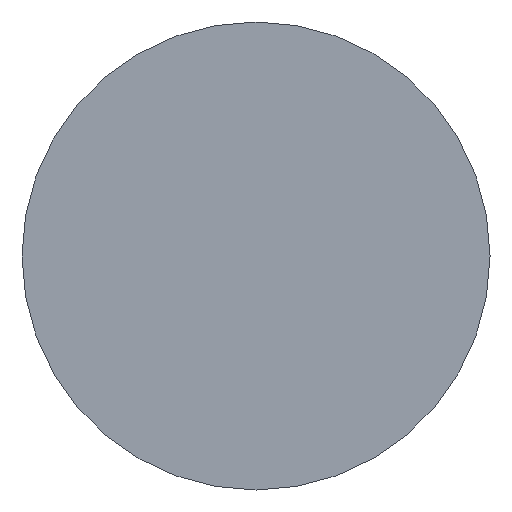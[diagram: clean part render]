
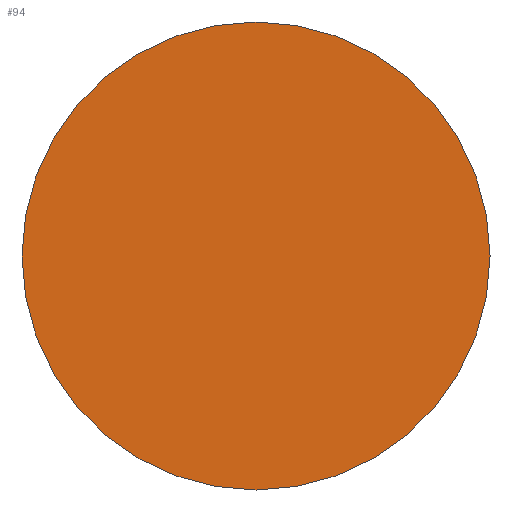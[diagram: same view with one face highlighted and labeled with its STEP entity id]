
A CAD part, front view. The second image highlights one B-rep face of the part: STEP entity #94.
In plain terms, the highlighted planar face has unit normal (0, -1, 0).
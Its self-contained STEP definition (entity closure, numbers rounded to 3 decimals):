
#2 = AXIS2_PLACEMENT_3D ( 'NONE', #107, #173, #226 ) ;
#7 = EDGE_CURVE ( 'NONE', #167, #227, #93, .T. ) ;
#14 = DIRECTION ( 'NONE',  ( 0., 0., -1. ) ) ;
#34 = ORIENTED_EDGE ( 'NONE', *, *, #7, .T. ) ;
#42 = CARTESIAN_POINT ( 'NONE',  ( 0., 0., 0. ) ) ;
#44 = DIRECTION ( 'NONE',  ( 0., -1., 0. ) ) ;
#56 = EDGE_CURVE ( 'NONE', #227, #167, #148, .T. ) ;
#61 = CARTESIAN_POINT ( 'NONE',  ( 0., 0., -3. ) ) ;
#88 = CARTESIAN_POINT ( 'NONE',  ( 0., 0., 3. ) ) ;
#91 = DIRECTION ( 'NONE',  ( 0., 0., -1. ) ) ;
#93 = CIRCLE ( 'NONE', #268, 3. ) ;
#94 = ADVANCED_FACE ( 'NONE', ( #280 ), #135, .T. ) ;
#107 = CARTESIAN_POINT ( 'NONE',  ( 0., 0., 0. ) ) ;
#135 = PLANE ( 'NONE',  #186 ) ;
#148 = CIRCLE ( 'NONE', #2, 3. ) ;
#167 = VERTEX_POINT ( 'NONE', #61 ) ;
#173 = DIRECTION ( 'NONE',  ( 0., -1., 0. ) ) ;
#184 = ORIENTED_EDGE ( 'NONE', *, *, #56, .T. ) ;
#186 = AXIS2_PLACEMENT_3D ( 'NONE', #219, #221, #91 ) ;
#187 = EDGE_LOOP ( 'NONE', ( #34, #184 ) ) ;
#219 = CARTESIAN_POINT ( 'NONE',  ( 0., 0., 0. ) ) ;
#221 = DIRECTION ( 'NONE',  ( 0., -1., 0. ) ) ;
#226 = DIRECTION ( 'NONE',  ( 0., 0., -1. ) ) ;
#227 = VERTEX_POINT ( 'NONE', #88 ) ;
#268 = AXIS2_PLACEMENT_3D ( 'NONE', #42, #44, #14 ) ;
#280 = FACE_OUTER_BOUND ( 'NONE', #187, .T. ) ;
